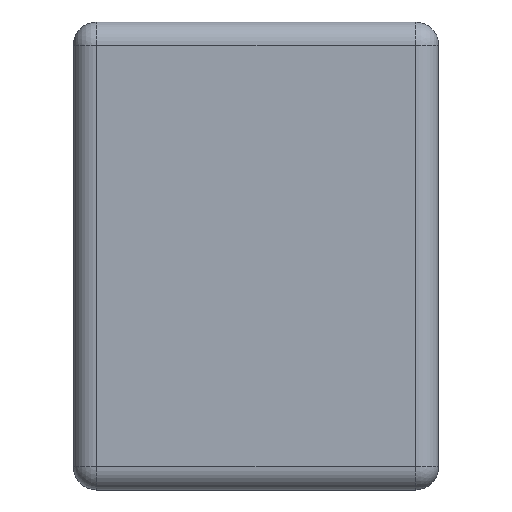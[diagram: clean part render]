
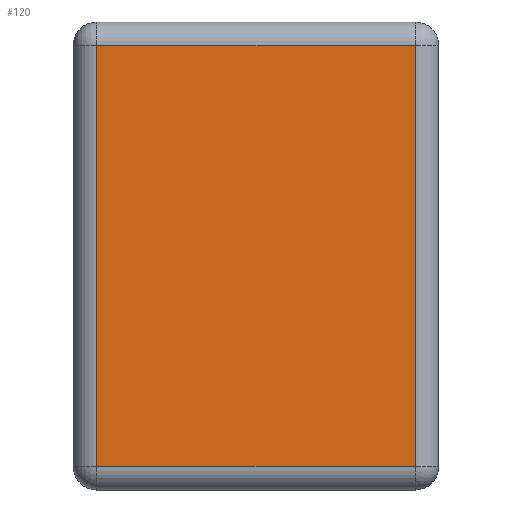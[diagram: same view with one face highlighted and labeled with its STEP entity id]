
A CAD part, left-side view. The second image highlights one B-rep face of the part: STEP entity #120.
In plain terms, the highlighted planar face has unit normal (-1, 0, 0).
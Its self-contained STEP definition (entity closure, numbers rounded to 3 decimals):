
#61 = ORIENTED_EDGE ( 'NONE', *, *, #134, .T. ) ;
#76 = ORIENTED_EDGE ( 'NONE', *, *, #390, .T. ) ;
#92 = DIRECTION ( 'NONE',  ( 0., 0., 1. ) ) ;
#120 = ADVANCED_FACE ( 'NONE', ( #1909 ), #2072, .F. ) ;
#134 = EDGE_CURVE ( 'NONE', #2064, #1542, #1030, .T. ) ;
#222 = VERTEX_POINT ( 'NONE', #453 ) ;
#223 = CARTESIAN_POINT ( 'NONE',  ( -1.6, 0.08, -0.72 ) ) ;
#390 = EDGE_CURVE ( 'NONE', #222, #746, #1295, .T. ) ;
#398 = CARTESIAN_POINT ( 'NONE',  ( -1.6, 1.25, 0.72 ) ) ;
#453 = CARTESIAN_POINT ( 'NONE',  ( -1.6, 1.17, 0.72 ) ) ;
#620 = CARTESIAN_POINT ( 'NONE',  ( -1.6, 1.25, -0.8 ) ) ;
#655 = ORIENTED_EDGE ( 'NONE', *, *, #1430, .T. ) ;
#738 = VECTOR ( 'NONE', #1687, 1000. ) ;
#746 = VERTEX_POINT ( 'NONE', #1936 ) ;
#766 = VECTOR ( 'NONE', #1769, 1000. ) ;
#777 = DIRECTION ( 'NONE',  ( 1., 0., 0. ) ) ;
#850 = ORIENTED_EDGE ( 'NONE', *, *, #1100, .T. ) ;
#955 = VECTOR ( 'NONE', #92, 1000. ) ;
#1026 = AXIS2_PLACEMENT_3D ( 'NONE', #620, #777, #2011 ) ;
#1030 = LINE ( 'NONE', #1372, #955 ) ;
#1100 = EDGE_CURVE ( 'NONE', #746, #2064, #1822, .T. ) ;
#1129 = CARTESIAN_POINT ( 'NONE',  ( -1.6, 1.17, -0.8 ) ) ;
#1181 = CARTESIAN_POINT ( 'NONE',  ( -1.6, 1.25, -0.72 ) ) ;
#1193 = DIRECTION ( 'NONE',  ( 0., -1., 0. ) ) ;
#1295 = LINE ( 'NONE', #1129, #766 ) ;
#1372 = CARTESIAN_POINT ( 'NONE',  ( -1.6, 0.08, -0.8 ) ) ;
#1430 = EDGE_CURVE ( 'NONE', #1542, #222, #1835, .T. ) ;
#1516 = CARTESIAN_POINT ( 'NONE',  ( -1.6, 0.08, 0.72 ) ) ;
#1542 = VERTEX_POINT ( 'NONE', #1516 ) ;
#1672 = VECTOR ( 'NONE', #1193, 1000. ) ;
#1687 = DIRECTION ( 'NONE',  ( 0., 1., 0. ) ) ;
#1769 = DIRECTION ( 'NONE',  ( 0., 0., -1. ) ) ;
#1796 = EDGE_LOOP ( 'NONE', ( #76, #850, #61, #655 ) ) ;
#1822 = LINE ( 'NONE', #1181, #1672 ) ;
#1835 = LINE ( 'NONE', #398, #738 ) ;
#1909 = FACE_OUTER_BOUND ( 'NONE', #1796, .T. ) ;
#1936 = CARTESIAN_POINT ( 'NONE',  ( -1.6, 1.17, -0.72 ) ) ;
#2011 = DIRECTION ( 'NONE',  ( 0., 0., -1. ) ) ;
#2064 = VERTEX_POINT ( 'NONE', #223 ) ;
#2072 = PLANE ( 'NONE',  #1026 ) ;
